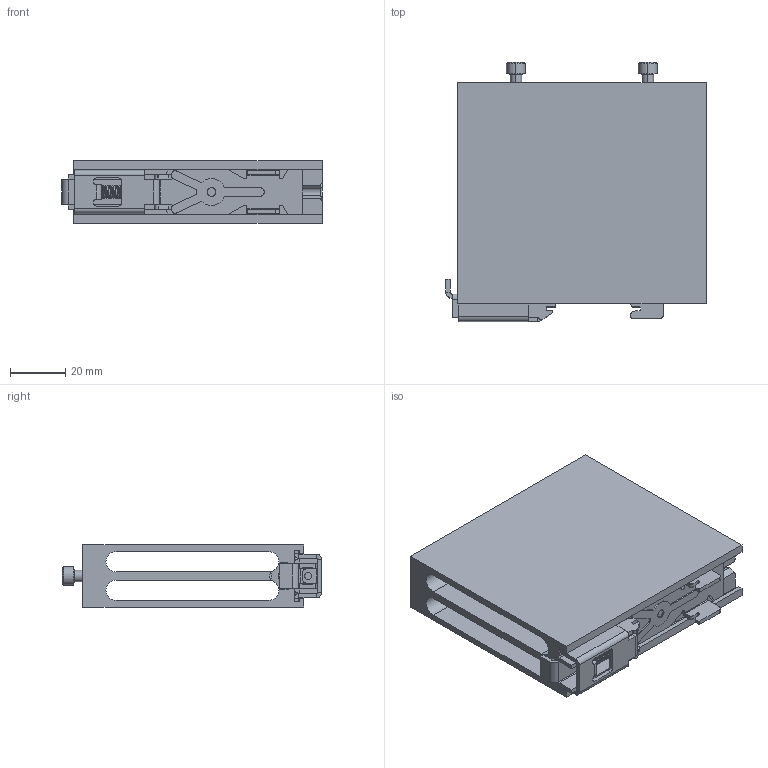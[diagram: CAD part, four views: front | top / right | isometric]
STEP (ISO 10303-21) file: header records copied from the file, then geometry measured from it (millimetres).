
FILE_DESCRIPTION (( 'STEP AP214' ), '1' );
FILE_NAME ('HS231-DR.STEP', '2015-08-24T23:18:18', ( 'test' ), ( '' ), 'SwSTEP 2.0', 'SolidWorks 2015', '' );
FILE_SCHEMA (( 'AUTOMOTIVE_DESIGN' ));
Length unit declared in the file: inch
Products named in the file (7): 423770; Din Rail Spring; socket head cap screw_ai_HX-SHCS 0.164-32x0.375x0.375-N; 19278; 19212 REV10_REV10; 19279_Boss tool; HS231-DR
Assembly tree (7 placements, depth 3):
  HS231-DR
    socket head cap screw_ai_HX-SHCS 0.164-32x0.375x0.375-N  x2
    19212 REV10_REV10
    423770
      19279_Boss tool
      19278
    Din Rail Spring
Bounding box: 94.25 x 93.83 x 22.5 mm (x, y, z)
Volume: 78374.3 mm3; surface area: 53834.5 mm2
Topology: 6 solids, 6 shells, 409 faces, 1017 edges, 626 vertices
Faces by surface type: plane 243, cylinder 130, cone 22, torus 12, bspline 2
Entity records: 17899 total; most frequent: CARTESIAN_POINT 8183, DIRECTION 2005, ORIENTED_EDGE 1906, EDGE_CURVE 953, AXIS2_PLACEMENT_3D 683, VECTOR 639, LINE 639, VERTEX_POINT 593
